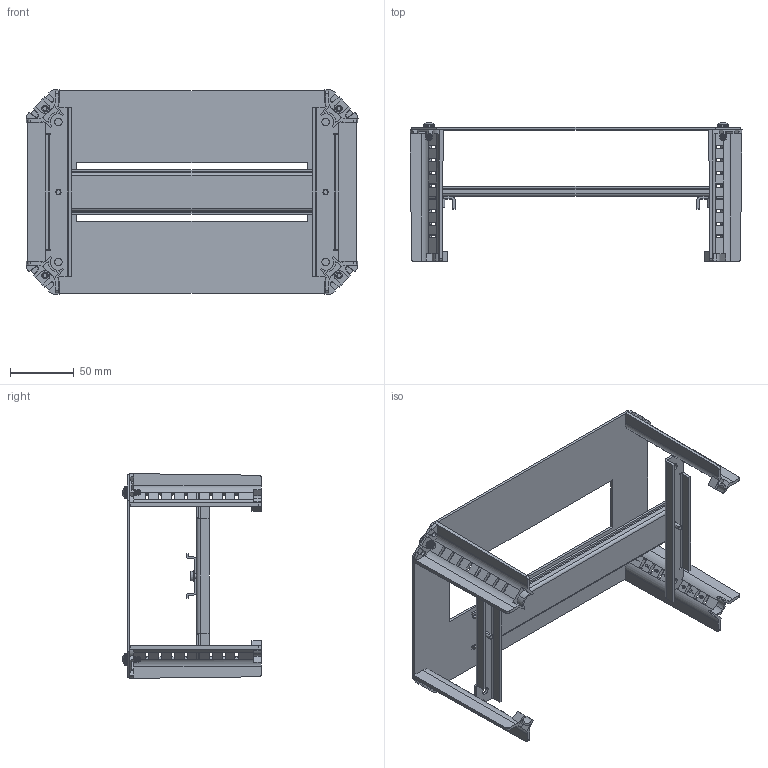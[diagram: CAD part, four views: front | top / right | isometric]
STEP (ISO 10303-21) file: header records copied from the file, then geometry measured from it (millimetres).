
FILE_DESCRIPTION (( 'STEP AP203' ), '1' );
FILE_NAME ('DRS ARCA 203015.STEP', '2022-05-30T11:17:49', ( '' ), ( '' ), 'SwSTEP 2.0', 'SolidWorks 2021', '' );
FILE_SCHEMA (( 'CONFIG_CONTROL_DESIGN' ));
Length unit declared in the file: millimetre
Products named in the file (7): CB ARCA 15; SB ARCA 20; FP 2030; DRS ARCA 203015; Din rail mcb unit 320; M4x10 Thread forming PZ; PT5x10
Assembly tree (14 placements, depth 2):
  DRS ARCA 203015
    Din rail mcb unit 320
    M4x10 Thread forming PZ  x2
    CB ARCA 15  x4
    PT5x10  x4
    SB ARCA 20  x2
    FP 2030
Bounding box: 260.84 x 108.93 x 160.84 mm (x, y, z)
Volume: 144297.8 mm3; surface area: 147852.9 mm2
Topology: 14 solids, 14 shells, 1269 faces, 3539 edges, 2350 vertices
Faces by surface type: plane 682, bspline 256, cylinder 171, cone 160
Entity records: 17910 total; most frequent: CARTESIAN_POINT 7313, ORIENTED_EDGE 2188, DIRECTION 1736, EDGE_CURVE 1094, VERTEX_POINT 726, VECTOR 658, LINE 658, AXIS2_PLACEMENT_3D 539
